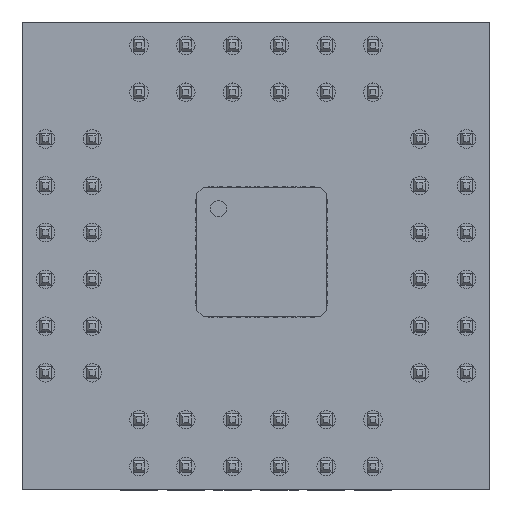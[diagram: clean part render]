
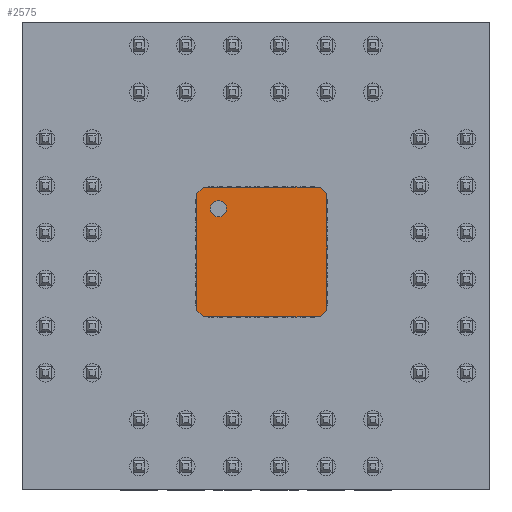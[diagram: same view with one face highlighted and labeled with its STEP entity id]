
A CAD part, top view. The second image highlights one B-rep face of the part: STEP entity #2575.
In plain terms, the highlighted planar face has unit normal (0, 0, 1).
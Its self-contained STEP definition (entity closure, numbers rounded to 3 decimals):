
#2539 = EDGE_CURVE('',#2540,#2542,#2544,.T.);
#2540 = VERTEX_POINT('',#2541);
#2541 = CARTESIAN_POINT('',(0.,0.35,0.75));
#2542 = VERTEX_POINT('',#2543);
#2543 = CARTESIAN_POINT('',(0.,6.7,0.75));
#2544 = LINE('',#2545,#2546);
#2545 = CARTESIAN_POINT('',(0.,0.,0.75));
#2546 = VECTOR('',#2547,1.);
#2547 = DIRECTION('',(-0.,1.,0.));
#2575 = ADVANCED_FACE('',(#2576,#2633),#2644,.T.);
#2576 = FACE_BOUND('',#2577,.T.);
#2577 = EDGE_LOOP('',(#2578,#2579,#2587,#2595,#2603,#2611,#2619,#2627));
#2578 = ORIENTED_EDGE('',*,*,#2539,.F.);
#2579 = ORIENTED_EDGE('',*,*,#2580,.F.);
#2580 = EDGE_CURVE('',#2581,#2540,#2583,.T.);
#2581 = VERTEX_POINT('',#2582);
#2582 = CARTESIAN_POINT('',(0.35,0.,0.75));
#2583 = LINE('',#2584,#2585);
#2584 = CARTESIAN_POINT('',(0.35,0.,0.75));
#2585 = VECTOR('',#2586,1.);
#2586 = DIRECTION('',(-0.707,0.707,0.));
#2587 = ORIENTED_EDGE('',*,*,#2588,.T.);
#2588 = EDGE_CURVE('',#2581,#2589,#2591,.T.);
#2589 = VERTEX_POINT('',#2590);
#2590 = CARTESIAN_POINT('',(6.7,0.,0.75));
#2591 = LINE('',#2592,#2593);
#2592 = CARTESIAN_POINT('',(0.,0.,0.75));
#2593 = VECTOR('',#2594,1.);
#2594 = DIRECTION('',(1.,0.,-0.));
#2595 = ORIENTED_EDGE('',*,*,#2596,.T.);
#2596 = EDGE_CURVE('',#2589,#2597,#2599,.T.);
#2597 = VERTEX_POINT('',#2598);
#2598 = CARTESIAN_POINT('',(7.05,0.35,0.75));
#2599 = LINE('',#2600,#2601);
#2600 = CARTESIAN_POINT('',(6.7,0.,0.75));
#2601 = VECTOR('',#2602,1.);
#2602 = DIRECTION('',(0.707,0.707,-0.));
#2603 = ORIENTED_EDGE('',*,*,#2604,.T.);
#2604 = EDGE_CURVE('',#2597,#2605,#2607,.T.);
#2605 = VERTEX_POINT('',#2606);
#2606 = CARTESIAN_POINT('',(7.05,6.7,0.75));
#2607 = LINE('',#2608,#2609);
#2608 = CARTESIAN_POINT('',(7.05,0.,0.75));
#2609 = VECTOR('',#2610,1.);
#2610 = DIRECTION('',(0.,1.,0.));
#2611 = ORIENTED_EDGE('',*,*,#2612,.F.);
#2612 = EDGE_CURVE('',#2613,#2605,#2615,.T.);
#2613 = VERTEX_POINT('',#2614);
#2614 = CARTESIAN_POINT('',(6.7,7.05,0.75));
#2615 = LINE('',#2616,#2617);
#2616 = CARTESIAN_POINT('',(6.7,7.05,0.75));
#2617 = VECTOR('',#2618,1.);
#2618 = DIRECTION('',(0.707,-0.707,0.));
#2619 = ORIENTED_EDGE('',*,*,#2620,.F.);
#2620 = EDGE_CURVE('',#2621,#2613,#2623,.T.);
#2621 = VERTEX_POINT('',#2622);
#2622 = CARTESIAN_POINT('',(0.35,7.05,0.75));
#2623 = LINE('',#2624,#2625);
#2624 = CARTESIAN_POINT('',(0.,7.05,0.75));
#2625 = VECTOR('',#2626,1.);
#2626 = DIRECTION('',(1.,0.,-0.));
#2627 = ORIENTED_EDGE('',*,*,#2628,.T.);
#2628 = EDGE_CURVE('',#2621,#2542,#2629,.T.);
#2629 = LINE('',#2630,#2631);
#2630 = CARTESIAN_POINT('',(0.35,7.05,0.75));
#2631 = VECTOR('',#2632,1.);
#2632 = DIRECTION('',(-0.707,-0.707,-0.));
#2633 = FACE_BOUND('',#2634,.T.);
#2634 = EDGE_LOOP('',(#2635));
#2635 = ORIENTED_EDGE('',*,*,#2636,.F.);
#2636 = EDGE_CURVE('',#2637,#2637,#2639,.T.);
#2637 = VERTEX_POINT('',#2638);
#2638 = CARTESIAN_POINT('',(1.616,5.875,0.75));
#2639 = CIRCLE('',#2640,0.441);
#2640 = AXIS2_PLACEMENT_3D('',#2641,#2642,#2643);
#2641 = CARTESIAN_POINT('',(1.175,5.875,0.75));
#2642 = DIRECTION('',(0.,0.,1.));
#2643 = DIRECTION('',(1.,0.,-0.));
#2644 = PLANE('',#2645);
#2645 = AXIS2_PLACEMENT_3D('',#2646,#2647,#2648);
#2646 = CARTESIAN_POINT('',(0.,0.,0.75));
#2647 = DIRECTION('',(0.,0.,1.));
#2648 = DIRECTION('',(1.,0.,-0.));
